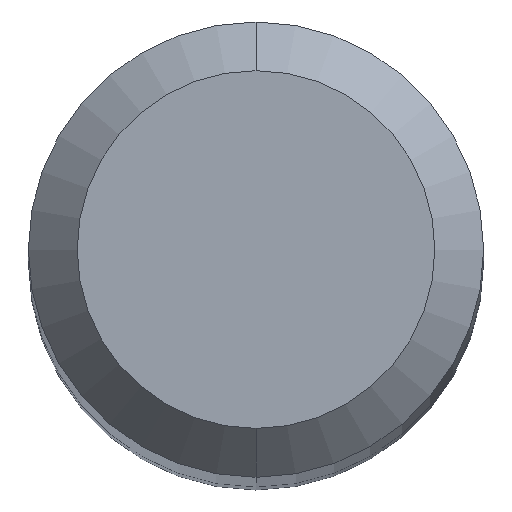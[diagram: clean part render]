
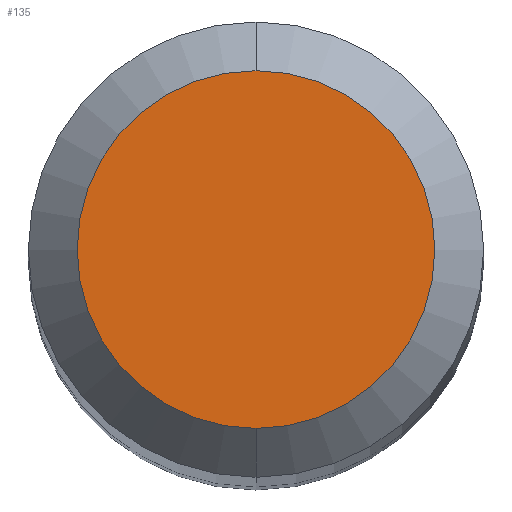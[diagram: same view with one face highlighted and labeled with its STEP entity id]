
A CAD part, top view. The second image highlights one B-rep face of the part: STEP entity #135.
In plain terms, the highlighted planar face has unit normal (0, 0, 1).
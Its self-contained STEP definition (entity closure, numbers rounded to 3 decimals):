
#12 = ORIENTED_EDGE ( 'NONE', *, *, #269, .F. ) ;
#13 = DIRECTION ( 'NONE',  ( 0., 0., -1. ) ) ;
#17 = CARTESIAN_POINT ( 'NONE',  ( 0., 0., 46. ) ) ;
#27 = AXIS2_PLACEMENT_3D ( 'NONE', #299, #282, #213 ) ;
#33 = ORIENTED_EDGE ( 'NONE', *, *, #154, .F. ) ;
#101 = FACE_OUTER_BOUND ( 'NONE', #148, .T. ) ;
#135 = ADVANCED_FACE ( 'NONE', ( #101 ), #219, .F. ) ;
#138 = DIRECTION ( 'NONE',  ( 0., 0., -1. ) ) ;
#142 = CARTESIAN_POINT ( 'NONE',  ( 0., 1.1, 46. ) ) ;
#148 = EDGE_LOOP ( 'NONE', ( #12, #33 ) ) ;
#154 = EDGE_CURVE ( 'NONE', #264, #318, #169, .T. ) ;
#162 = AXIS2_PLACEMENT_3D ( 'NONE', #17, #13, #293 ) ;
#169 = CIRCLE ( 'NONE', #27, 1.1 ) ;
#176 = CIRCLE ( 'NONE', #162, 1.1 ) ;
#213 = DIRECTION ( 'NONE',  ( 0., 1., 0. ) ) ;
#219 = PLANE ( 'NONE',  #322 ) ;
#249 = DIRECTION ( 'NONE',  ( 0., 1., 0. ) ) ;
#264 = VERTEX_POINT ( 'NONE', #296 ) ;
#267 = CARTESIAN_POINT ( 'NONE',  ( 0., 0., 46. ) ) ;
#269 = EDGE_CURVE ( 'NONE', #318, #264, #176, .T. ) ;
#282 = DIRECTION ( 'NONE',  ( 0., 0., -1. ) ) ;
#293 = DIRECTION ( 'NONE',  ( 0., 1., 0. ) ) ;
#296 = CARTESIAN_POINT ( 'NONE',  ( 0., -1.1, 46. ) ) ;
#299 = CARTESIAN_POINT ( 'NONE',  ( 0., 0., 46. ) ) ;
#318 = VERTEX_POINT ( 'NONE', #142 ) ;
#322 = AXIS2_PLACEMENT_3D ( 'NONE', #267, #138, #249 ) ;
